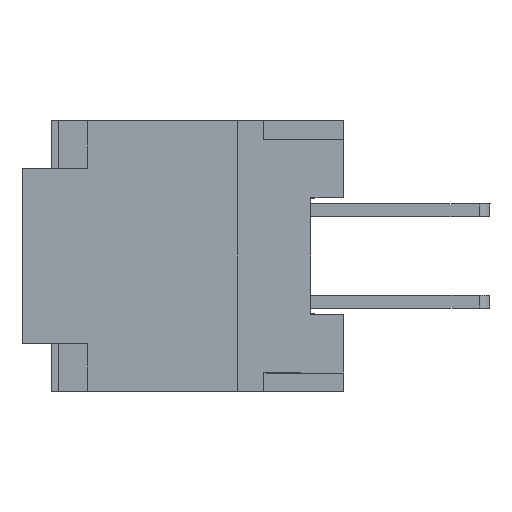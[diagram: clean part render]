
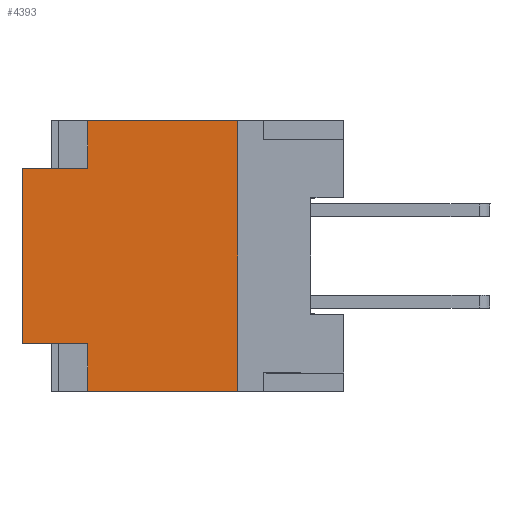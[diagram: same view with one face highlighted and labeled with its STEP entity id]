
A CAD part, left-side view. The second image highlights one B-rep face of the part: STEP entity #4393.
In plain terms, the highlighted planar face has unit normal (-1, 0, 0).
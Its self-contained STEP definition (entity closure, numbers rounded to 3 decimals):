
#1313 = DIRECTION ( 'NONE',  ( 0., 0., 1. ) ) ;
#1314 = VECTOR ( 'NONE', #1313, 1000. ) ;
#1315 = CARTESIAN_POINT ( 'NONE',  ( -5.7, 7., 3.7 ) ) ;
#1316 = LINE ( 'NONE', #1315, #1314 ) ;
#1318 = CARTESIAN_POINT ( 'NONE',  ( -5.7, 7., -3.7 ) ) ;
#1376 = CARTESIAN_POINT ( 'NONE',  ( -5.7, 2.9, -3.7 ) ) ;
#1377 = DIRECTION ( 'NONE',  ( 0., 0., -1. ) ) ;
#1378 = VECTOR ( 'NONE', #1377, 1000. ) ;
#1379 = CARTESIAN_POINT ( 'NONE',  ( -5.7, 2.9, 3.7 ) ) ;
#1380 = LINE ( 'NONE', #1379, #1378 ) ;
#1381 = CARTESIAN_POINT ( 'NONE',  ( -5.7, 2.9, 3.7 ) ) ;
#1402 = CARTESIAN_POINT ( 'NONE',  ( -5.7, 8.8, 2.4 ) ) ;
#1403 = DIRECTION ( 'NONE',  ( 0., 0., 1. ) ) ;
#1404 = VECTOR ( 'NONE', #1403, 1000. ) ;
#1405 = CARTESIAN_POINT ( 'NONE',  ( -5.7, 8.8, 3.7 ) ) ;
#1406 = LINE ( 'NONE', #1405, #1404 ) ;
#1479 = CARTESIAN_POINT ( 'NONE',  ( -5.7, 7., 2.4 ) ) ;
#1480 = DIRECTION ( 'NONE',  ( 0., -1., 0. ) ) ;
#1481 = VECTOR ( 'NONE', #1480, 1000. ) ;
#1482 = CARTESIAN_POINT ( 'NONE',  ( -5.7, 2.9, 2.4 ) ) ;
#1483 = LINE ( 'NONE', #1482, #1481 ) ;
#2048 = DIRECTION ( 'NONE',  ( 0., 1., 0. ) ) ;
#2049 = VECTOR ( 'NONE', #2048, 1000. ) ;
#2050 = CARTESIAN_POINT ( 'NONE',  ( -5.7, 2.9, -3.7 ) ) ;
#2051 = LINE ( 'NONE', #2050, #2049 ) ;
#2102 = DIRECTION ( 'NONE',  ( 0., 1., 0. ) ) ;
#2103 = VECTOR ( 'NONE', #2102, 1000. ) ;
#2104 = CARTESIAN_POINT ( 'NONE',  ( -5.7, 2.9, -2.4 ) ) ;
#2105 = LINE ( 'NONE', #2104, #2103 ) ;
#2301 = CARTESIAN_POINT ( 'NONE',  ( -5.7, 8.8, -2.4 ) ) ;
#2302 = CARTESIAN_POINT ( 'NONE',  ( -5.7, 7., -2.4 ) ) ;
#2349 = FACE_OUTER_BOUND ( 'NONE', #4394, .T. ) ;
#2374 = DIRECTION ( 'NONE',  ( 0., 0., 1. ) ) ;
#2375 = VECTOR ( 'NONE', #2374, 1000. ) ;
#2376 = CARTESIAN_POINT ( 'NONE',  ( -5.7, 7., 3.7 ) ) ;
#2377 = LINE ( 'NONE', #2376, #2375 ) ;
#2378 = CARTESIAN_POINT ( 'NONE',  ( -5.7, 7., 3.7 ) ) ;
#2379 = DIRECTION ( 'NONE',  ( 0., 1., 0. ) ) ;
#2380 = VECTOR ( 'NONE', #2379, 1000. ) ;
#2381 = CARTESIAN_POINT ( 'NONE',  ( -5.7, 0., 3.7 ) ) ;
#2382 = LINE ( 'NONE', #2381, #2380 ) ;
#2383 = DIRECTION ( 'NONE',  ( 0., -1., 0. ) ) ;
#2384 = DIRECTION ( 'NONE',  ( 1., 0., 0. ) ) ;
#2385 = CARTESIAN_POINT ( 'NONE',  ( -5.7, 2.9, 3.7 ) ) ;
#2386 = AXIS2_PLACEMENT_3D ( 'NONE', #2385, #2384, #2383 ) ;
#2387 = PLANE ( 'NONE',  #2386 ) ;
#4015 = VERTEX_POINT ( 'NONE', #1318 ) ;
#4017 = EDGE_CURVE ( 'NONE', #4015, #4363, #1316, .T. ) ;
#4032 = VERTEX_POINT ( 'NONE', #1381 ) ;
#4034 = EDGE_CURVE ( 'NONE', #4032, #4035, #1380, .T. ) ;
#4035 = VERTEX_POINT ( 'NONE', #1376 ) ;
#4041 = EDGE_CURVE ( 'NONE', #4364, #4042, #1406, .T. ) ;
#4042 = VERTEX_POINT ( 'NONE', #1402 ) ;
#4075 = EDGE_CURVE ( 'NONE', #4042, #4076, #1483, .T. ) ;
#4076 = VERTEX_POINT ( 'NONE', #1479 ) ;
#4285 = EDGE_CURVE ( 'NONE', #4035, #4015, #2051, .T. ) ;
#4306 = EDGE_CURVE ( 'NONE', #4363, #4364, #2105, .T. ) ;
#4363 = VERTEX_POINT ( 'NONE', #2302 ) ;
#4364 = VERTEX_POINT ( 'NONE', #2301 ) ;
#4393 = ADVANCED_FACE ( 'NONE', ( #2349 ), #2387, .F. ) ;
#4394 = EDGE_LOOP ( 'NONE', ( #4395, #4396, #4397, #4400, #4402, #4403, #4404, #4463 ) ) ;
#4395 = ORIENTED_EDGE ( 'NONE', *, *, #4285, .F. ) ;
#4396 = ORIENTED_EDGE ( 'NONE', *, *, #4034, .F. ) ;
#4397 = ORIENTED_EDGE ( 'NONE', *, *, #4398, .T. ) ;
#4398 = EDGE_CURVE ( 'NONE', #4032, #4399, #2382, .T. ) ;
#4399 = VERTEX_POINT ( 'NONE', #2378 ) ;
#4400 = ORIENTED_EDGE ( 'NONE', *, *, #4401, .F. ) ;
#4401 = EDGE_CURVE ( 'NONE', #4076, #4399, #2377, .T. ) ;
#4402 = ORIENTED_EDGE ( 'NONE', *, *, #4075, .F. ) ;
#4403 = ORIENTED_EDGE ( 'NONE', *, *, #4041, .F. ) ;
#4404 = ORIENTED_EDGE ( 'NONE', *, *, #4306, .F. ) ;
#4463 = ORIENTED_EDGE ( 'NONE', *, *, #4017, .F. ) ;
